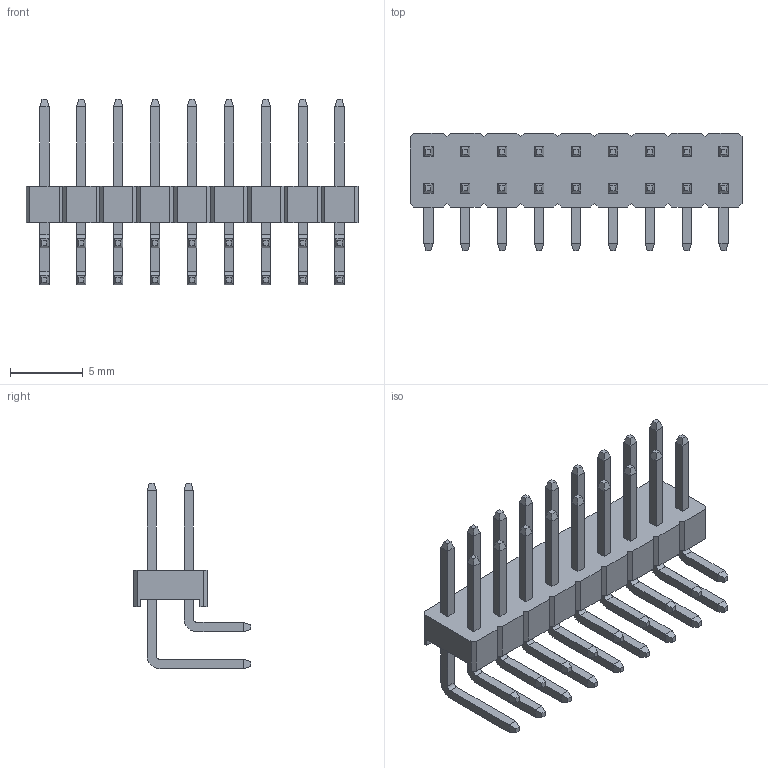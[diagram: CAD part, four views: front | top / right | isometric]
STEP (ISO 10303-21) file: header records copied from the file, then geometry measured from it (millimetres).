
FILE_DESCRIPTION (( 'STEP AP214' ), '1' );
FILE_NAME ('733DD51D-B958-4C6C-8352-1F749AC7D780.STEP', '2023-03-09T21:58:55', ( '' ), ( '' ), 'SwSTEP 2.0', 'SolidWorks 2022', '' );
FILE_SCHEMA (( 'AUTOMOTIVE_DESIGN' ));
Length unit declared in the file: millimetre
Products named in the file (1): 733DD51D-B958-4C6C-8352-1F749AC7D780
Bounding box: 22.86 x 8.08 x 12.76 mm (x, y, z)
Volume: 344.5 mm3; surface area: 1042.1 mm2
Topology: 1 solids, 1 shells, 458 faces, 1116 edges, 696 vertices
Faces by surface type: plane 422, cylinder 36
Entity records: 13736 total; most frequent: CARTESIAN_POINT 2271, ORIENTED_EDGE 2232, DIRECTION 2106, EDGE_CURVE 1116, VECTOR 1044, LINE 1044, VERTEX_POINT 696, AXIS2_PLACEMENT_3D 531
